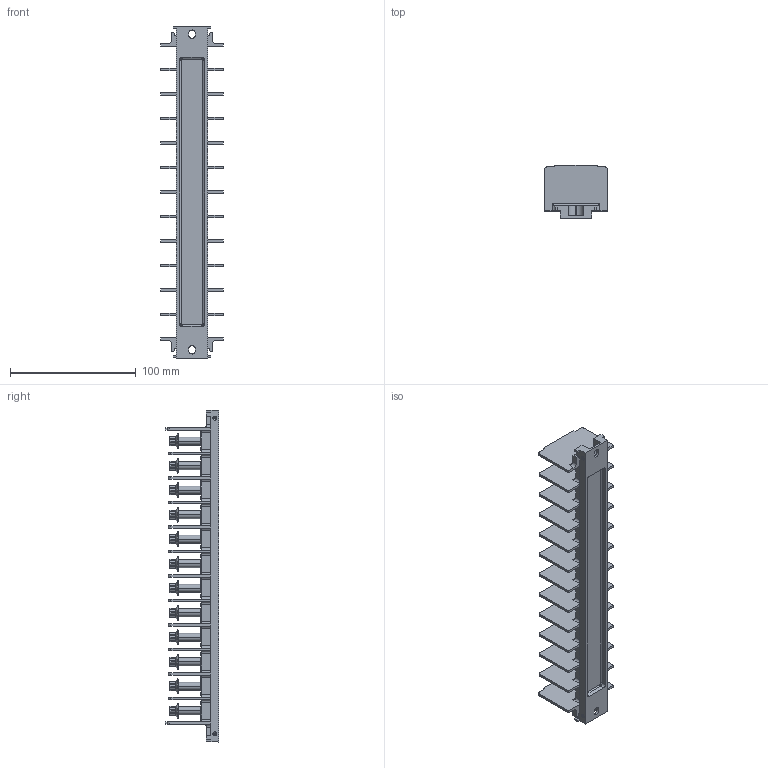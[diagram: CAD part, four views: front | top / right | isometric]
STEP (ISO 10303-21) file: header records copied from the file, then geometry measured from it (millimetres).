
FILE_DESCRIPTION((''),'2;1');
FILE_NAME('32405129002','2020-08-27T',('presta_be4'),(''),'CREO PARAMETRIC BY PTC INC, 2018360','CREO PARAMETRIC BY PTC INC, 2018360','');
FILE_SCHEMA(('CONFIG_CONTROL_DESIGN'));
Length unit declared in the file: millimetre
Products named in the file (1): 32405129002
Bounding box: 50 x 42.5 x 264.2 mm (x, y, z)
Volume: 113481.4 mm3; surface area: 74131.3 mm2
Topology: 1 solids, 1 shells, 1001 faces, 2724 edges, 1776 vertices
Faces by surface type: plane 557, cylinder 284, cone 132, torus 24, bspline 4
Entity records: 34674 total; most frequent: CARTESIAN_POINT 10053, ORIENTED_EDGE 5440, DIRECTION 4746, EDGE_CURVE 2720, VERTEX_POINT 1776, AXIS2_PLACEMENT_3D 1691, VECTOR 1364, LINE 1364
